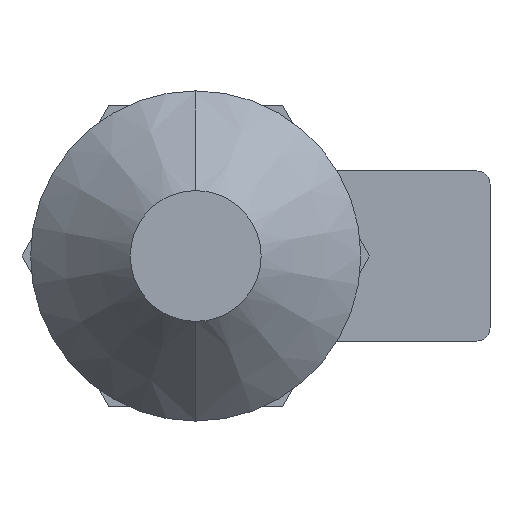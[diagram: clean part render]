
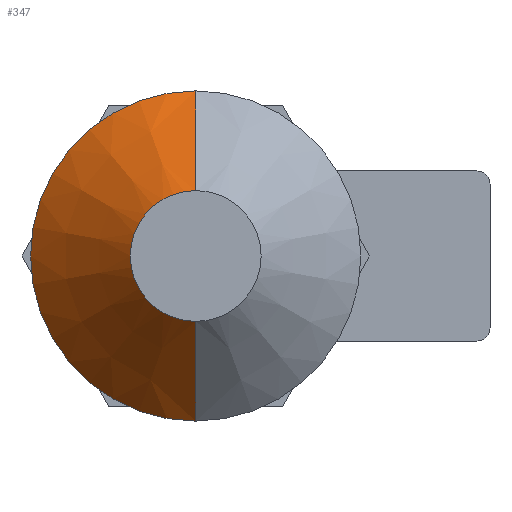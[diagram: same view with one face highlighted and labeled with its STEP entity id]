
A CAD part, front view. The second image highlights one B-rep face of the part: STEP entity #347.
In plain terms, the highlighted conical face has half-angle 43.625 degrees and reference radius 25.25 mm.
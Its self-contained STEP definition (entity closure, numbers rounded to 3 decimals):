
#24 = VERTEX_POINT ( 'NONE', #1285 ) ;
#28 = EDGE_LOOP ( 'NONE', ( #616, #930, #522, #1034, #1276 ) ) ;
#33 = EDGE_CURVE ( 'NONE', #422, #520, #945, .T. ) ;
#51 = CARTESIAN_POINT ( 'NONE',  ( -25.25, 16., 0. ) ) ;
#78 = CARTESIAN_POINT ( 'NONE',  ( 0., 16., 0. ) ) ;
#93 = CARTESIAN_POINT ( 'NONE',  ( 0., 16., 25.25 ) ) ;
#169 = CARTESIAN_POINT ( 'NONE',  ( 0., 16., 0. ) ) ;
#287 = CARTESIAN_POINT ( 'NONE',  ( 0., 0., 0. ) ) ;
#312 = CARTESIAN_POINT ( 'NONE',  ( 0., 16., 25.25 ) ) ;
#347 = ADVANCED_FACE ( 'NONE', ( #763 ), #1076, .T. ) ;
#366 = DIRECTION ( 'NONE',  ( -1., 0., 0. ) ) ;
#394 = VERTEX_POINT ( 'NONE', #51 ) ;
#397 = VERTEX_POINT ( 'NONE', #780 ) ;
#422 = VERTEX_POINT ( 'NONE', #1010 ) ;
#423 = AXIS2_PLACEMENT_3D ( 'NONE', #78, #1140, #490 ) ;
#465 = VECTOR ( 'NONE', #872, 1000. ) ;
#484 = DIRECTION ( 'NONE',  ( 0., -1., 0. ) ) ;
#490 = DIRECTION ( 'NONE',  ( -1., 0., 0. ) ) ;
#520 = VERTEX_POINT ( 'NONE', #93 ) ;
#522 = ORIENTED_EDGE ( 'NONE', *, *, #33, .T. ) ;
#552 = VECTOR ( 'NONE', #1178, 1000. ) ;
#616 = ORIENTED_EDGE ( 'NONE', *, *, #903, .F. ) ;
#699 = DIRECTION ( 'NONE',  ( 0., 1., 0. ) ) ;
#704 = DIRECTION ( 'NONE',  ( 0., 0., 1. ) ) ;
#738 = CIRCLE ( 'NONE', #813, 25.25 ) ;
#747 = LINE ( 'NONE', #1110, #465 ) ;
#763 = FACE_OUTER_BOUND ( 'NONE', #28, .T. ) ;
#780 = CARTESIAN_POINT ( 'NONE',  ( 0., 0., -10. ) ) ;
#813 = AXIS2_PLACEMENT_3D ( 'NONE', #169, #1011, #366 ) ;
#872 = DIRECTION ( 'NONE',  ( 0., 0.724, -0.69 ) ) ;
#903 = EDGE_CURVE ( 'NONE', #397, #24, #747, .T. ) ;
#930 = ORIENTED_EDGE ( 'NONE', *, *, #1357, .F. ) ;
#935 = AXIS2_PLACEMENT_3D ( 'NONE', #287, #484, #704 ) ;
#945 = LINE ( 'NONE', #312, #552 ) ;
#1010 = CARTESIAN_POINT ( 'NONE',  ( 0., 0., 10. ) ) ;
#1011 = DIRECTION ( 'NONE',  ( 0., -1., 0. ) ) ;
#1017 = DIRECTION ( 'NONE',  ( 0., 0., 1. ) ) ;
#1034 = ORIENTED_EDGE ( 'NONE', *, *, #1378, .T. ) ;
#1076 = CONICAL_SURFACE ( 'NONE', #1086, 25.25, 0.761 ) ;
#1086 = AXIS2_PLACEMENT_3D ( 'NONE', #1365, #699, #1017 ) ;
#1110 = CARTESIAN_POINT ( 'NONE',  ( 0., 16., -25.25 ) ) ;
#1140 = DIRECTION ( 'NONE',  ( 0., -1., 0. ) ) ;
#1178 = DIRECTION ( 'NONE',  ( 0., 0.724, 0.69 ) ) ;
#1181 = EDGE_CURVE ( 'NONE', #394, #24, #738, .T. ) ;
#1213 = CIRCLE ( 'NONE', #423, 25.25 ) ;
#1276 = ORIENTED_EDGE ( 'NONE', *, *, #1181, .T. ) ;
#1285 = CARTESIAN_POINT ( 'NONE',  ( 0., 16., -25.25 ) ) ;
#1329 = CIRCLE ( 'NONE', #935, 10. ) ;
#1357 = EDGE_CURVE ( 'NONE', #422, #397, #1329, .T. ) ;
#1365 = CARTESIAN_POINT ( 'NONE',  ( 0., 16., 0. ) ) ;
#1378 = EDGE_CURVE ( 'NONE', #520, #394, #1213, .T. ) ;
